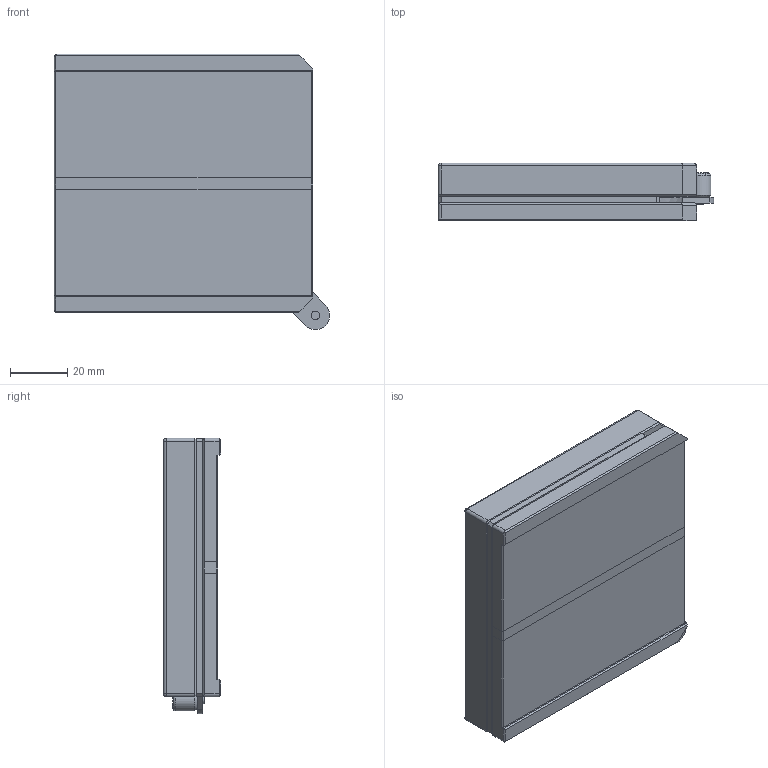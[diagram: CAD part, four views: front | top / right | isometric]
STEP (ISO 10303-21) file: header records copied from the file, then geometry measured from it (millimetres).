
FILE_DESCRIPTION (( 'STEP AP203' ), '1' );
FILE_NAME ('MMS90(«¬¿ý).STEP', '2013-10-09T05:30:06', ( '' ), ( '' ), 'SwSTEP 2.0', 'SolidWorks 2013', '' );
FILE_SCHEMA (( 'CONFIG_CONTROL_DESIGN' ));
Length unit declared in the file: centimetre
Products named in the file (2): Group1^MMS90(型錄); MMS90(型錄)
Assembly tree (1 placements, depth 2):
  MMS90(型錄)
    Group1^MMS90(型錄)
Bounding box: 95.94 x 20 x 95.94 mm (x, y, z)
Volume: 149009.7 mm3; surface area: 37948.3 mm2
Topology: 1 solids, 1 shells, 691 faces, 1821 edges, 1196 vertices
Faces by surface type: plane 448, bspline 135, cylinder 98, cone 6, torus 2, sphere 2
Entity records: 28223 total; most frequent: CARTESIAN_POINT 11747, ORIENTED_EDGE 3638, DIRECTION 2847, EDGE_CURVE 1819, VECTOR 1335, LINE 1335, VERTEX_POINT 1196, EDGE_LOOP 757
